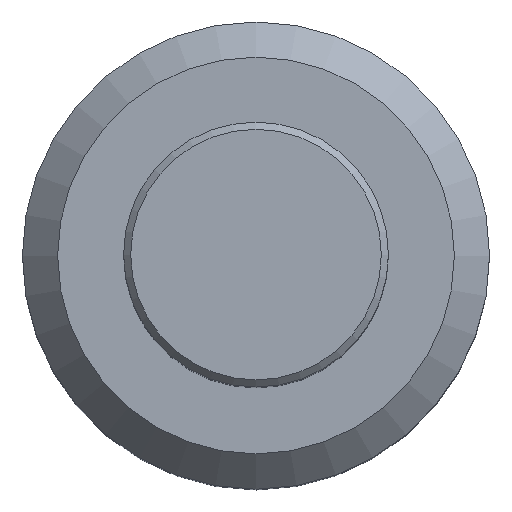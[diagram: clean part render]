
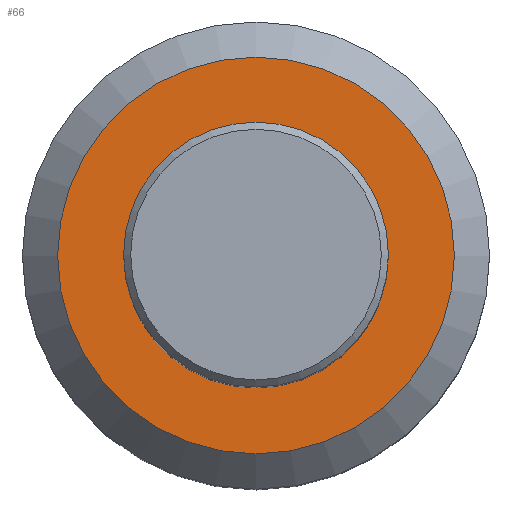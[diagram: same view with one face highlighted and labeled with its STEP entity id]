
A CAD part, top view. The second image highlights one B-rep face of the part: STEP entity #66.
In plain terms, the highlighted planar face has unit normal (0, 0, 1).
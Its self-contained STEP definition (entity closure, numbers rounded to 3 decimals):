
#41=PLANE('',#321);
#66=ADVANCED_FACE('',(#107,#108),#41,.F.);
#107=FACE_BOUND('',#146,.T.);
#108=FACE_BOUND('',#147,.T.);
#146=EDGE_LOOP('',(#186));
#147=EDGE_LOOP('',(#187));
#186=ORIENTED_EDGE('',*,*,#220,.F.);
#187=ORIENTED_EDGE('',*,*,#232,.T.);
#200=VERTEX_POINT('',#436);
#212=VERTEX_POINT('',#473);
#220=EDGE_CURVE('',#200,#200,#240,.T.);
#232=EDGE_CURVE('',#212,#212,#252,.T.);
#240=CIRCLE('',#294,18.694);
#252=CIRCLE('',#319,12.482);
#294=AXIS2_PLACEMENT_3D('',#435,#347,#348);
#319=AXIS2_PLACEMENT_3D('',#472,#397,#398);
#321=AXIS2_PLACEMENT_3D('',#475,#401,#402);
#347=DIRECTION('',(0.,0.,-1.));
#348=DIRECTION('',(-1.,0.,0.));
#397=DIRECTION('',(0.,0.,-1.));
#398=DIRECTION('',(-1.,0.,0.));
#401=DIRECTION('',(0.,0.,-1.));
#402=DIRECTION('',(-1.,0.,0.));
#435=CARTESIAN_POINT('',(0.,0.,-50.8));
#436=CARTESIAN_POINT('',(-18.694,0.,-50.8));
#472=CARTESIAN_POINT('',(0.,0.,-50.8));
#473=CARTESIAN_POINT('',(-12.482,0.,-50.8));
#475=CARTESIAN_POINT('',(-7.684,-9.836,-50.8));
